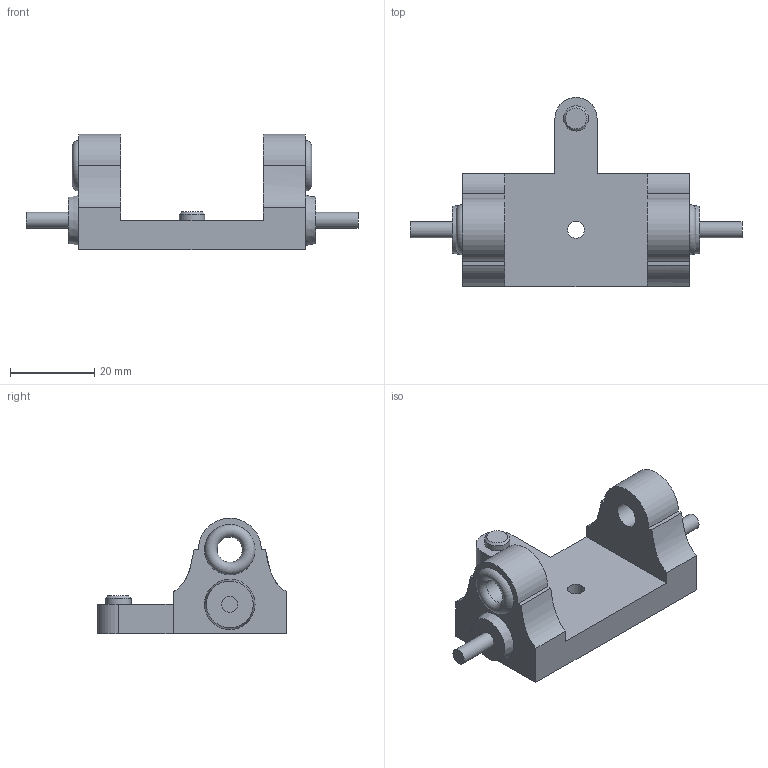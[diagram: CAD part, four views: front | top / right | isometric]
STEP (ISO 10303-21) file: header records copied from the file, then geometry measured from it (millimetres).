
FILE_DESCRIPTION(/* description */ (''),/* implementation_level */ '2;1');
FILE_NAME(/* name */ '03-01-PivotBase v10.step',/* time_stamp */ '2023-12-27T09:26:22+01:00',/* author */ (''),/* organization */ (''),/* preprocessor_version */ 'ST-DEVELOPER v20',/* originating_system */ 'Autodesk Translation Framework v12.14.0.127',/* authorisation */ '');
FILE_SCHEMA (('AUTOMOTIVE_DESIGN { 1 0 10303 214 3 1 1 }'));
Length unit declared in the file: millimetre
Products named in the file (1): 03-01-PivotBase
Bounding box: 79 x 45 x 27.5 mm (x, y, z)
Volume: 18907.2 mm3; surface area: 7732.9 mm2
Topology: 1 solids, 1 shells, 44 faces, 101 edges, 67 vertices
Faces by surface type: plane 23, cylinder 12, bspline 4, cone 3, torus 2
Full cylindrical faces by diameter (mm): 3 x1, 3.8 x2, 4 x3, 6 x3
Entity records: 1661 total; most frequent: CARTESIAN_POINT 613, DIRECTION 210, ORIENTED_EDGE 202, EDGE_CURVE 101, AXIS2_PLACEMENT_3D 76, VERTEX_POINT 67, EDGE_LOOP 58, LINE 58
